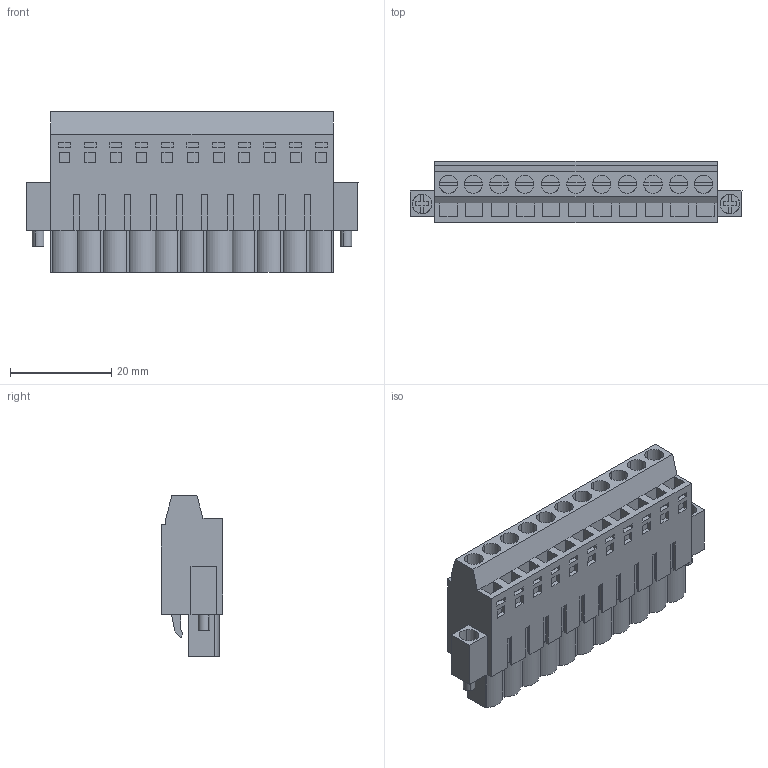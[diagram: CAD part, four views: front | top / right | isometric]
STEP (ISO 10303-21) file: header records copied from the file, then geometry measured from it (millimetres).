
FILE_DESCRIPTION(('CATIA V5 STEP Exchange','CAx-IF Rec.Pracs.--- Model Styling and Organization---1.2---2011-12-15'),'2;1');
FILE_NAME ('D1457369_0_1844310000_1844310000.stp','2017-10-31T20:11:05+00:00',('none'),('Weidmueller'),'CATIA Version 5-6 Release 2014','CATIA V5 STEP AP214','none');
FILE_SCHEMA(('AUTOMOTIVE_DESIGN { 1 0 10303 214 1 1 1 1 }'));
Length unit declared in the file: millimetre
Products named in the file (1): 1844310000
Bounding box: 65.68 x 12.2 x 31.8 mm (x, y, z)
Volume: 15406.8 mm3; surface area: 9205.2 mm2
Topology: 14 solids, 14 shells, 778 faces, 2149 edges, 1462 vertices
Faces by surface type: plane 662, cylinder 116
Entity records: 23899 total; most frequent: CARTESIAN_POINT 4384, ORIENTED_EDGE 4298, DIRECTION 3131, EDGE_CURVE 2149, VECTOR 1865, LINE 1865, VERTEX_POINT 1462, EDGE_LOOP 845
